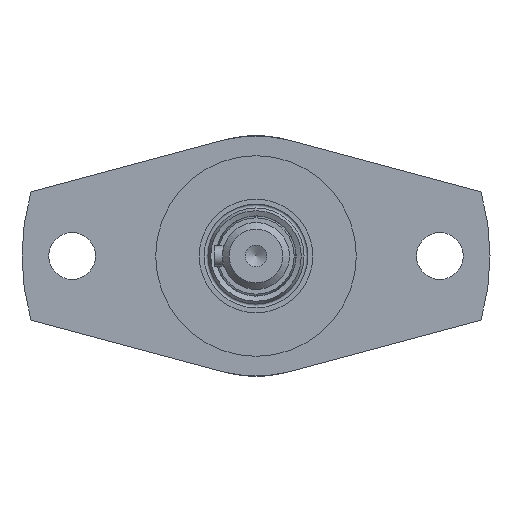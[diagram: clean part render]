
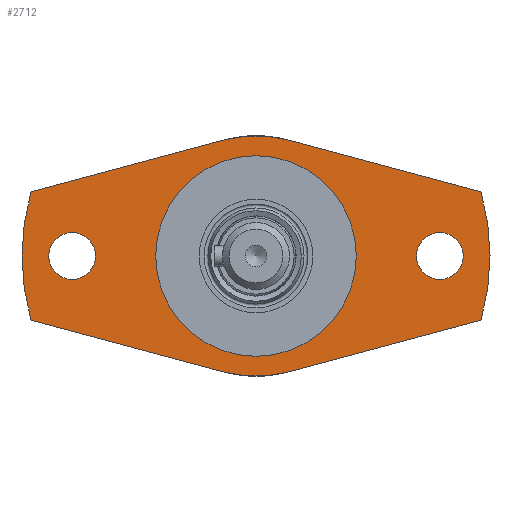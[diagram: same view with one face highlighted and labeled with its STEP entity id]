
A CAD part, left-side view. The second image highlights one B-rep face of the part: STEP entity #2712.
In plain terms, the highlighted planar face has unit normal (-1, 0, 0).
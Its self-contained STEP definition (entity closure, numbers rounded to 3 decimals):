
#51=FACE_BOUND('',#1022,.T.);
#52=FACE_BOUND('',#1023,.T.);
#53=FACE_BOUND('',#1024,.T.);
#316=LINE('',#4516,#560);
#320=LINE('',#4525,#564);
#326=LINE('',#4546,#570);
#330=LINE('',#4555,#574);
#560=VECTOR('',#3561,10.);
#564=VECTOR('',#3567,10.);
#570=VECTOR('',#3587,10.);
#574=VECTOR('',#3593,10.);
#867=FACE_OUTER_BOUND('',#1021,.T.);
#1021=EDGE_LOOP('',(#2430,#2431,#2432,#2433,#2434,#2435,#2436,#2437));
#1022=EDGE_LOOP('',(#2438,#2439));
#1023=EDGE_LOOP('',(#2440));
#1024=EDGE_LOOP('',(#2441));
#1107=CIRCLE('',#2930,3.5);
#1109=CIRCLE('',#2933,3.5);
#1112=CIRCLE('',#2939,35.);
#1116=CIRCLE('',#2944,18.);
#1118=CIRCLE('',#2946,18.);
#1122=CIRCLE('',#2951,35.);
#1123=CIRCLE('',#2952,15.);
#1124=CIRCLE('',#2953,15.);
#1351=VERTEX_POINT('',#4513);
#1352=VERTEX_POINT('',#4515);
#1355=VERTEX_POINT('',#4522);
#1356=VERTEX_POINT('',#4524);
#1357=VERTEX_POINT('',#4528);
#1359=VERTEX_POINT('',#4534);
#1363=VERTEX_POINT('',#4543);
#1364=VERTEX_POINT('',#4545);
#1367=VERTEX_POINT('',#4552);
#1368=VERTEX_POINT('',#4554);
#1374=VERTEX_POINT('',#4578);
#1375=VERTEX_POINT('',#4579);
#1706=EDGE_CURVE('',#1352,#1351,#316,.T.);
#1710=EDGE_CURVE('',#1356,#1355,#320,.T.);
#1712=EDGE_CURVE('',#1357,#1357,#1107,.T.);
#1715=EDGE_CURVE('',#1359,#1359,#1109,.T.);
#1720=EDGE_CURVE('',#1364,#1363,#326,.T.);
#1724=EDGE_CURVE('',#1368,#1367,#330,.T.);
#1727=EDGE_CURVE('',#1368,#1355,#1112,.T.);
#1732=EDGE_CURVE('',#1351,#1356,#1116,.T.);
#1734=EDGE_CURVE('',#1367,#1364,#1118,.T.);
#1738=EDGE_CURVE('',#1352,#1363,#1122,.T.);
#1739=EDGE_CURVE('',#1374,#1375,#1123,.T.);
#1740=EDGE_CURVE('',#1375,#1374,#1124,.T.);
#2430=ORIENTED_EDGE('',*,*,#1706,.T.);
#2431=ORIENTED_EDGE('',*,*,#1732,.T.);
#2432=ORIENTED_EDGE('',*,*,#1710,.T.);
#2433=ORIENTED_EDGE('',*,*,#1727,.F.);
#2434=ORIENTED_EDGE('',*,*,#1724,.T.);
#2435=ORIENTED_EDGE('',*,*,#1734,.T.);
#2436=ORIENTED_EDGE('',*,*,#1720,.T.);
#2437=ORIENTED_EDGE('',*,*,#1738,.F.);
#2438=ORIENTED_EDGE('',*,*,#1739,.T.);
#2439=ORIENTED_EDGE('',*,*,#1740,.T.);
#2440=ORIENTED_EDGE('',*,*,#1715,.T.);
#2441=ORIENTED_EDGE('',*,*,#1712,.T.);
#2576=PLANE('',#2950);
#2712=ADVANCED_FACE('',(#867,#51,#52,#53),#2576,.T.);
#2930=AXIS2_PLACEMENT_3D('',#4529,#3571,#3572);
#2933=AXIS2_PLACEMENT_3D('',#4535,#3578,#3579);
#2939=AXIS2_PLACEMENT_3D('',#4559,#3599,#3600);
#2944=AXIS2_PLACEMENT_3D('',#4569,#3610,#3611);
#2946=AXIS2_PLACEMENT_3D('',#4571,#3614,#3615);
#2950=AXIS2_PLACEMENT_3D('',#4576,#3622,#3623);
#2951=AXIS2_PLACEMENT_3D('',#4577,#3624,#3625);
#2952=AXIS2_PLACEMENT_3D('',#4580,#3626,#3627);
#2953=AXIS2_PLACEMENT_3D('',#4581,#3628,#3629);
#3561=DIRECTION('',(0.,-0.966,-0.259));
#3567=DIRECTION('',(0.,-0.966,0.259));
#3571=DIRECTION('center_axis',(1.,0.,0.));
#3572=DIRECTION('ref_axis',(0.,0.,
-1.));
#3578=DIRECTION('center_axis',(1.,0.,0.));
#3579=DIRECTION('ref_axis',(0.,0.,
-1.));
#3587=DIRECTION('',(0.,0.966,-0.259));
#3593=DIRECTION('',(0.,0.966,0.259));
#3599=DIRECTION('center_axis',(1.,0.,0.));
#3600=DIRECTION('ref_axis',(0.,1.,0.));
#3610=DIRECTION('center_axis',(-1.,0.,0.));
#3611=DIRECTION('ref_axis',(0.,0.259,-0.966));
#3614=DIRECTION('center_axis',(-1.,0.,0.));
#3615=DIRECTION('ref_axis',(0.,0.259,-0.966));
#3622=DIRECTION('center_axis',(-1.,0.,0.));
#3623=DIRECTION('ref_axis',(0.,0.,
1.));
#3624=DIRECTION('center_axis',(1.,0.,0.));
#3625=DIRECTION('ref_axis',(0.,1.,0.));
#3626=DIRECTION('center_axis',(1.,0.,0.));
#3627=DIRECTION('ref_axis',(0.,1.,0.));
#3628=DIRECTION('center_axis',(1.,0.,0.));
#3629=DIRECTION('ref_axis',(0.,1.,0.));
#4513=CARTESIAN_POINT('',(-80.,4.659,-17.387));
#4515=CARTESIAN_POINT('',(-80.,33.653,-9.618));
#4516=CARTESIAN_POINT('',(-80.,16.321,-14.262));
#4522=CARTESIAN_POINT('',(-80.,-33.653,-9.618));
#4524=CARTESIAN_POINT('',(-80.,-4.659,-17.387));
#4525=CARTESIAN_POINT('',(-80.,-7.493,-16.627));
#4528=CARTESIAN_POINT('',(-80.,27.5,3.5));
#4529=CARTESIAN_POINT('Origin',(-80.,27.5,0.));
#4534=CARTESIAN_POINT('',(-80.,-27.5,3.5));
#4535=CARTESIAN_POINT('Origin',(-80.,-27.5,0.));
#4543=CARTESIAN_POINT('',(-80.,33.653,9.618));
#4545=CARTESIAN_POINT('',(-80.,4.659,17.387));
#4546=CARTESIAN_POINT('',(-80.,30.818,10.377));
#4552=CARTESIAN_POINT('',(-80.,-4.659,17.387));
#4554=CARTESIAN_POINT('',(-80.,-33.653,9.618));
#4555=CARTESIAN_POINT('',(-80.,7.004,20.512));
#4559=CARTESIAN_POINT('Origin',(-80.,0.,
0.));
#4569=CARTESIAN_POINT('Origin',(-80.,0.,
0.));
#4571=CARTESIAN_POINT('Origin',(-80.,0.,
0.));
#4576=CARTESIAN_POINT('Origin',(-80.,25.,0.));
#4577=CARTESIAN_POINT('Origin',(-80.,0.,
0.));
#4578=CARTESIAN_POINT('',(-80.,15.,0.));
#4579=CARTESIAN_POINT('',(-80.,-15.,0.));
#4580=CARTESIAN_POINT('Origin',(-80.,0.,
0.));
#4581=CARTESIAN_POINT('Origin',(-80.,0.,
0.));
